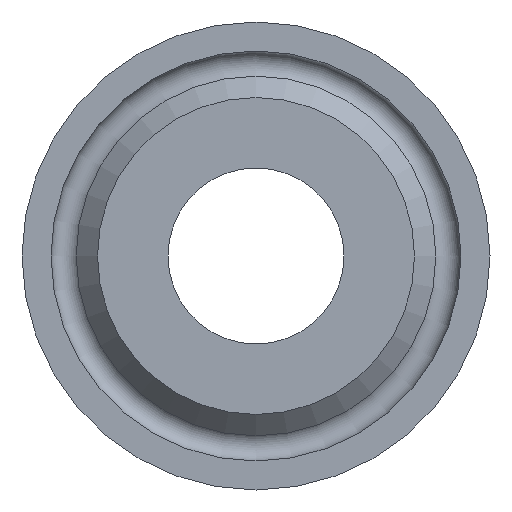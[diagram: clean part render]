
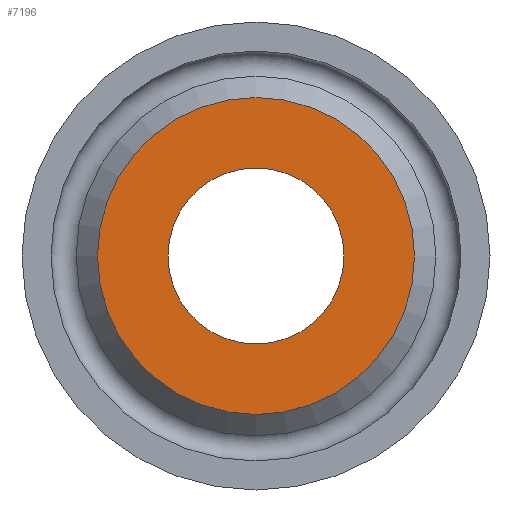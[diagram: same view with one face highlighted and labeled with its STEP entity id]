
A CAD part, left-side view. The second image highlights one B-rep face of the part: STEP entity #7196.
In plain terms, the highlighted planar face has unit normal (-1, 0, 0).
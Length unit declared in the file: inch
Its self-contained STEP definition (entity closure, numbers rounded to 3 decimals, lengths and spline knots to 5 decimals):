
#101=FACE_BOUND('',#1294,.T.);
#102=FACE_BOUND('',#1295,.T.);
#272=PLANE('',#7590);
#1294=EDGE_LOOP('',(#6720));
#1295=EDGE_LOOP('',(#6721));
#2452=CIRCLE('',#7584,0.185);
#2455=CIRCLE('',#7591,0.33316);
#3541=VERTEX_POINT('',#15895);
#3544=VERTEX_POINT('',#15905);
#4603=EDGE_CURVE('',#3541,#3541,#2452,.T.);
#4606=EDGE_CURVE('',#3544,#3544,#2455,.T.);
#6720=ORIENTED_EDGE('',*,*,#4603,.T.);
#6721=ORIENTED_EDGE('',*,*,#4606,.F.);
#7196=ADVANCED_FACE('',(#101,#102),#272,.T.);
#7584=AXIS2_PLACEMENT_3D('',#15896,#8861,#8862);
#7590=AXIS2_PLACEMENT_3D('',#15904,#8873,#8874);
#7591=AXIS2_PLACEMENT_3D('',#15906,#8875,#8876);
#8861=DIRECTION('center_axis',(1.,0.,0.));
#8862=DIRECTION('ref_axis',(0.,-1.,0.));
#8873=DIRECTION('center_axis',(-1.,0.,0.));
#8874=DIRECTION('ref_axis',(0.,0.,1.));
#8875=DIRECTION('center_axis',(1.,0.,0.));
#8876=DIRECTION('ref_axis',(0.,1.,0.));
#15895=CARTESIAN_POINT('',(0.031,-0.185,0.));
#15896=CARTESIAN_POINT('Origin',(0.031,0.,
0.));
#15904=CARTESIAN_POINT('Origin',(0.031,0.16658,0.));
#15905=CARTESIAN_POINT('',(0.031,0.33316,0.));
#15906=CARTESIAN_POINT('Origin',(0.031,0.,0.));
